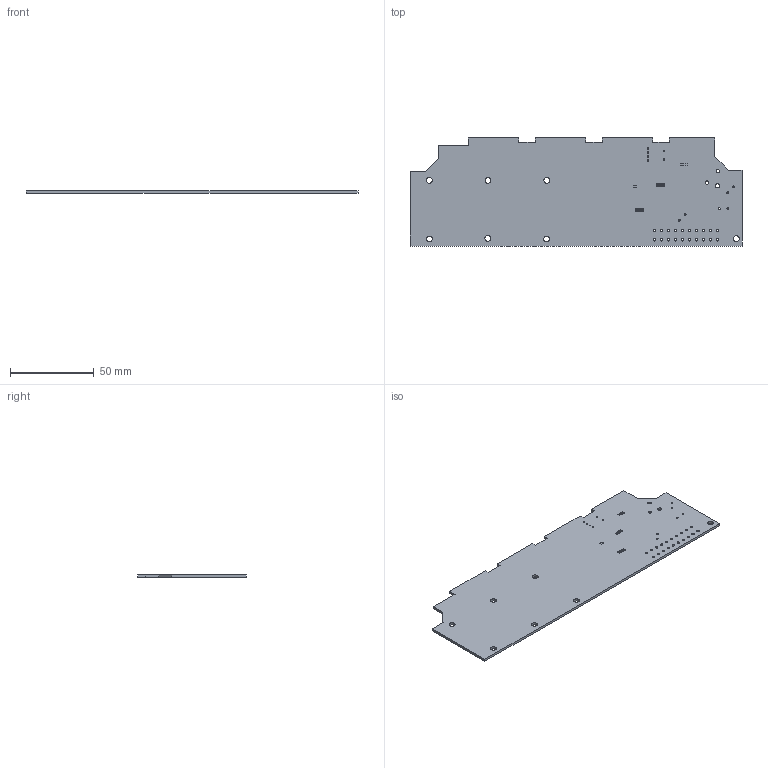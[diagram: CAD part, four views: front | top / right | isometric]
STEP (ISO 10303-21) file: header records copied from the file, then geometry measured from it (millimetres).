
FILE_DESCRIPTION(('KiCad electronic assembly'),'2;1');
FILE_NAME('PXU.step','2025-08-24T19:21:16',('Pcbnew'),('Kicad'), 'Open CASCADE STEP processor 7.9','KiCad to STEP converter','Unknown' );
FILE_SCHEMA(('AUTOMOTIVE_DESIGN { 1 0 10303 214 1 1 1 1 }'));
Length unit declared in the file: millimetre
Products named in the file (2): PXU 1; PXU_PCB
Assembly tree (1 placements, depth 2):
  PXU 1
    PXU_PCB
Bounding box: 198.02 x 64.48 x 1.51 mm (x, y, z)
Volume: 17973.4 mm3; surface area: 25024.1 mm2
Topology: 1 solids, 1 shells, 126 faces, 372 edges, 248 vertices
Faces by surface type: cylinder 100, plane 26
Full cylindrical faces by diameter (mm): 0.3 x56, 1 x8, 1.016 x4, 1.4 x20, 2 x2, 2.5 x1, 3.5 x6
Entity records: 4745 total; most frequent: DIRECTION 828, CARTESIAN_POINT 748, ORIENTED_EDGE 744, EDGE_CURVE 372, AXIS2_PLACEMENT_3D 328, FACE_BOUND 322, EDGE_LOOP 322, VERTEX_POINT 248
